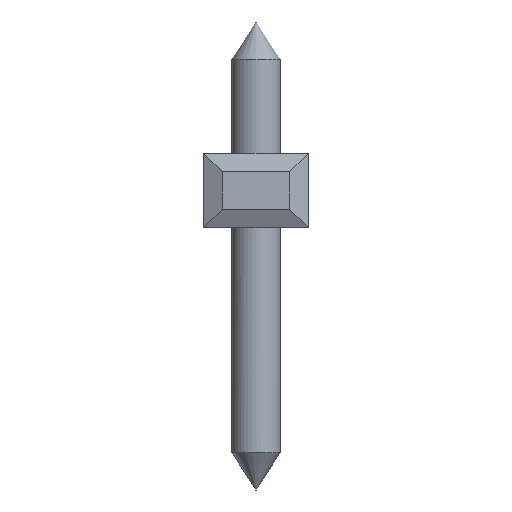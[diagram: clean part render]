
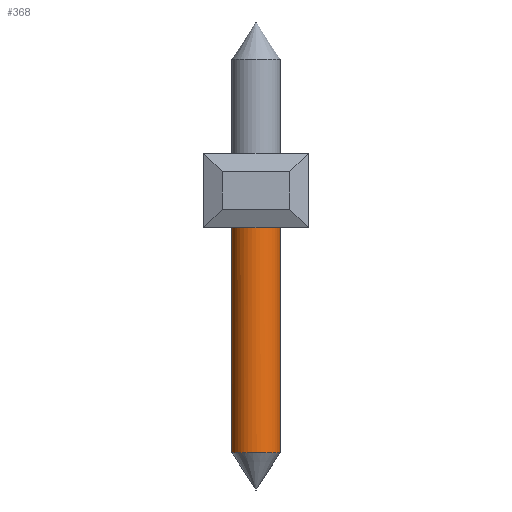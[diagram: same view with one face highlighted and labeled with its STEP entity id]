
A CAD part, left-side view. The second image highlights one B-rep face of the part: STEP entity #368.
In plain terms, the highlighted cylindrical face has radius 0.65 mm (diameter 1.3 mm), a full revolution.
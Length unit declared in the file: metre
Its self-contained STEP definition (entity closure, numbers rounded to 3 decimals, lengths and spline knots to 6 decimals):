
#368=ADVANCED_FACE('',(#753,#754),#755,.T.);
#753=FACE_OUTER_BOUND('',#1132,.T.);
#754=FACE_OUTER_BOUND('',#1133,.T.);
#755=CYLINDRICAL_SURFACE('',#1134,0.00065);
#1132=EDGE_LOOP('',(#2119));
#1133=EDGE_LOOP('',(#2120));
#1134=AXIS2_PLACEMENT_3D('',#2121,#2122,#2123);
#2119=ORIENTED_EDGE('',*,*,#2430,.F.);
#2120=ORIENTED_EDGE('',*,*,#2162,.F.);
#2121=CARTESIAN_POINT('',(-0.00435,-0.03326,0.0025));
#2122=DIRECTION('',(0.0,0.,-1.0));
#2123=DIRECTION('',(-1.0,0.0,0.0));
#2162=EDGE_CURVE('',#2555,#2555,#2556,.T.);
#2430=EDGE_CURVE('',#2939,#2939,#2940,.T.);
#2555=VERTEX_POINT('',#3101);
#2556=CIRCLE('',#3102,0.00065);
#2939=VERTEX_POINT('',#3670);
#2940=CIRCLE('',#3671,0.00065);
#3101=CARTESIAN_POINT('',(-0.00396,-0.03274,-0.008));
#3102=AXIS2_PLACEMENT_3D('',#3859,#3860,#3861);
#3670=CARTESIAN_POINT('',(-0.00435,-0.03391,-0.0018));
#3671=AXIS2_PLACEMENT_3D('',#4062,#4063,#4064);
#3859=CARTESIAN_POINT('',(-0.00435,-0.03326,-0.008));
#3860=DIRECTION('',(0.,0.,-1.0));
#3861=DIRECTION('',(0.6,0.8,0.));
#4062=CARTESIAN_POINT('',(-0.00435,-0.03326,-0.0018));
#4063=DIRECTION('',(0.0,0.,1.0));
#4064=DIRECTION('',(0.0,-1.0,0.));
